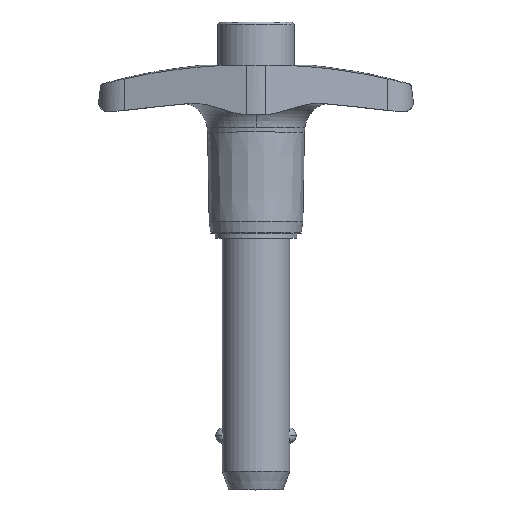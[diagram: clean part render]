
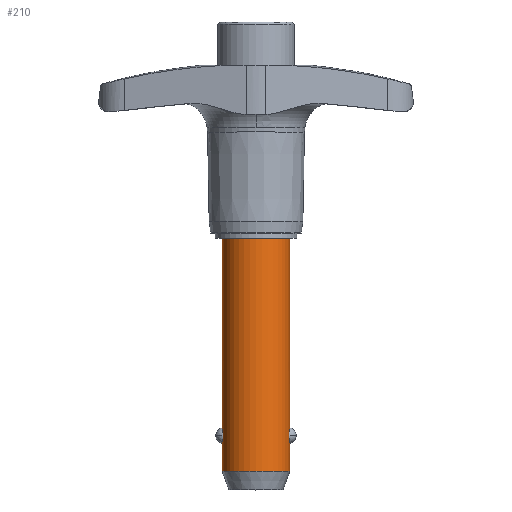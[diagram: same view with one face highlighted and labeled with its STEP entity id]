
A CAD part, top view. The second image highlights one B-rep face of the part: STEP entity #210.
In plain terms, the highlighted cylindrical face has radius 6.35 mm (diameter 12.7 mm), a partial arc.
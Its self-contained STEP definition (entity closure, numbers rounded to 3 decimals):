
#210=ADVANCED_FACE('',(#429),#430,.T.);
#429=FACE_OUTER_BOUND('',#652,.T.);
#430=CYLINDRICAL_SURFACE('',#653,6.35);
#652=EDGE_LOOP('',(#1247,#1248,#1249,#1250,#1251,#1252,#1253,#1254,#1255,#1256));
#653=AXIS2_PLACEMENT_3D('',#1257,#1258,#1259);
#1247=ORIENTED_EDGE('',*,*,#1389,.T.);
#1248=ORIENTED_EDGE('',*,*,#1498,.T.);
#1249=ORIENTED_EDGE('',*,*,#1570,.T.);
#1250=ORIENTED_EDGE('',*,*,#1396,.T.);
#1251=ORIENTED_EDGE('',*,*,#1608,.F.);
#1252=ORIENTED_EDGE('',*,*,#1394,.T.);
#1253=ORIENTED_EDGE('',*,*,#1513,.T.);
#1254=ORIENTED_EDGE('',*,*,#1504,.T.);
#1255=ORIENTED_EDGE('',*,*,#1391,.T.);
#1256=ORIENTED_EDGE('',*,*,#1609,.T.);
#1257=CARTESIAN_POINT('',(0.0,-23.622,0.0));
#1258=DIRECTION('',(-0.0,1.0,0.0));
#1259=DIRECTION('',(1.0,0.0,0.0));
#1389=EDGE_CURVE('',#1676,#1677,#1678,.T.);
#1391=EDGE_CURVE('',#1681,#1679,#1682,.T.);
#1394=EDGE_CURVE('',#1687,#1685,#1688,.T.);
#1396=EDGE_CURVE('',#1691,#1689,#1692,.T.);
#1498=EDGE_CURVE('',#1677,#1860,#1862,.T.);
#1504=EDGE_CURVE('',#1867,#1681,#1869,.T.);
#1513=EDGE_CURVE('',#1685,#1867,#1881,.T.);
#1570=EDGE_CURVE('',#1860,#1691,#1957,.T.);
#1608=EDGE_CURVE('',#1687,#1689,#1998,.T.);
#1609=EDGE_CURVE('',#1679,#1676,#1999,.T.);
#1676=VERTEX_POINT('',#2213);
#1677=VERTEX_POINT('',#2214);
#1678=LINE('',#2215,#2216);
#1679=VERTEX_POINT('',#2217);
#1681=VERTEX_POINT('',#2219);
#1682=LINE('',#2220,#2221);
#1685=VERTEX_POINT('',#2237);
#1687=VERTEX_POINT('',#2252);
#1688=LINE('',#2253,#2254);
#1689=VERTEX_POINT('',#2255);
#1691=VERTEX_POINT('',#2257);
#1692=LINE('',#2258,#2259);
#1860=VERTEX_POINT('',#3103);
#1862=B_SPLINE_CURVE_WITH_KNOTS('',3,(#3105,#3106,#3107,#3108,#3109,#3110,#3111,#3112,#3113,#3114,#3115,#3116,#3117,#3118),.UNSPECIFIED.,.F.,.F.,(4,2,2,2,2,2,4),(2.221,2.596,2.971,3.2,3.429,3.935,4.442),.UNSPECIFIED.);
#1867=VERTEX_POINT('',#3125);
#1869=B_SPLINE_CURVE_WITH_KNOTS('',3,(#3127,#3128,#3129,#3130,#3131,#3132,#3133,#3134,#3135,#3136,#3137,#3138,#3139,#3140),.UNSPECIFIED.,.F.,.F.,(4,2,2,2,2,2,4),(0.0,0.507,1.013,1.242,1.471,1.846,2.221),.UNSPECIFIED.);
#1881=B_SPLINE_CURVE_WITH_KNOTS('',3,(#3176,#3177,#3178,#3179,#3180,#3181,#3182,#3183,#3184,#3185,#3186,#3187,#3188,#3189),.UNSPECIFIED.,.F.,.F.,(4,2,2,2,2,2,4),(6.663,7.038,7.413,7.642,7.871,8.377,8.884),.UNSPECIFIED.);
#1957=B_SPLINE_CURVE_WITH_KNOTS('',3,(#3687,#3688,#3689,#3690,#3691,#3692,#3693,#3694,#3695,#3696,#3697,#3698,#3699,#3700),.UNSPECIFIED.,.F.,.F.,(4,2,2,2,2,2,4),(4.442,4.948,5.455,5.684,5.912,6.288,6.663),.UNSPECIFIED.);
#1998=CIRCLE('',#3888,6.35);
#1999=CIRCLE('',#3889,6.35);
#2213=CARTESIAN_POINT('',(6.35,-43.739,0.0));
#2214=CARTESIAN_POINT('',(6.35,-38.497,0.));
#2215=CARTESIAN_POINT('',(6.35,-23.622,0.));
#2216=VECTOR('',#3948,1.0);
#2217=CARTESIAN_POINT('',(-6.35,-43.739,0.));
#2219=CARTESIAN_POINT('',(-6.35,-38.497,0.));
#2220=CARTESIAN_POINT('',(-6.35,-23.622,0.));
#2221=VECTOR('',#3952,1.0);
#2237=CARTESIAN_POINT('',(-6.35,-35.56,0.));
#2252=CARTESIAN_POINT('',(-6.35,0.0,0.));
#2253=CARTESIAN_POINT('',(-6.35,-23.622,0.));
#2254=VECTOR('',#3953,1.0);
#2255=CARTESIAN_POINT('',(6.35,0.0,0.0));
#2257=CARTESIAN_POINT('',(6.35,-35.56,0.));
#2258=CARTESIAN_POINT('',(6.35,-23.622,0.));
#2259=VECTOR('',#3957,1.0);
#3103=CARTESIAN_POINT('',(6.172,-37.028,1.495));
#3105=CARTESIAN_POINT('',(6.35,-38.497,0.0));
#3106=CARTESIAN_POINT('',(6.35,-38.497,0.125));
#3107=CARTESIAN_POINT('',(6.346,-38.481,0.261));
#3108=CARTESIAN_POINT('',(6.33,-38.412,0.522));
#3109=CARTESIAN_POINT('',(6.318,-38.359,0.648));
#3110=CARTESIAN_POINT('',(6.297,-38.26,0.822));
#3111=CARTESIAN_POINT('',(6.288,-38.213,0.891));
#3112=CARTESIAN_POINT('',(6.268,-38.109,1.019));
#3113=CARTESIAN_POINT('',(6.258,-38.051,1.079));
#3114=CARTESIAN_POINT('',(6.229,-37.869,1.24));
#3115=CARTESIAN_POINT('',(6.208,-37.714,1.336));
#3116=CARTESIAN_POINT('',(6.179,-37.378,1.464));
#3117=CARTESIAN_POINT('',(6.172,-37.197,1.495));
#3118=CARTESIAN_POINT('',(6.172,-37.028,1.495));
#3125=CARTESIAN_POINT('',(-6.172,-37.028,1.495));
#3127=CARTESIAN_POINT('',(-6.172,-37.028,1.495));
#3128=CARTESIAN_POINT('',(-6.172,-37.197,1.495));
#3129=CARTESIAN_POINT('',(-6.179,-37.378,1.464));
#3130=CARTESIAN_POINT('',(-6.208,-37.714,1.336));
#3131=CARTESIAN_POINT('',(-6.229,-37.869,1.24));
#3132=CARTESIAN_POINT('',(-6.258,-38.051,1.079));
#3133=CARTESIAN_POINT('',(-6.268,-38.109,1.019));
#3134=CARTESIAN_POINT('',(-6.288,-38.213,0.891));
#3135=CARTESIAN_POINT('',(-6.297,-38.26,0.822));
#3136=CARTESIAN_POINT('',(-6.318,-38.359,0.648));
#3137=CARTESIAN_POINT('',(-6.33,-38.412,0.522));
#3138=CARTESIAN_POINT('',(-6.346,-38.481,0.261));
#3139=CARTESIAN_POINT('',(-6.35,-38.497,0.125));
#3140=CARTESIAN_POINT('',(-6.35,-38.497,0.));
#3176=CARTESIAN_POINT('',(-6.35,-35.56,0.));
#3177=CARTESIAN_POINT('',(-6.35,-35.56,0.125));
#3178=CARTESIAN_POINT('',(-6.346,-35.576,0.261));
#3179=CARTESIAN_POINT('',(-6.33,-35.645,0.522));
#3180=CARTESIAN_POINT('',(-6.318,-35.698,0.648));
#3181=CARTESIAN_POINT('',(-6.297,-35.797,0.822));
#3182=CARTESIAN_POINT('',(-6.288,-35.843,0.891));
#3183=CARTESIAN_POINT('',(-6.268,-35.948,1.019));
#3184=CARTESIAN_POINT('',(-6.258,-36.006,1.079));
#3185=CARTESIAN_POINT('',(-6.229,-36.188,1.24));
#3186=CARTESIAN_POINT('',(-6.208,-36.343,1.336));
#3187=CARTESIAN_POINT('',(-6.179,-36.679,1.464));
#3188=CARTESIAN_POINT('',(-6.172,-36.86,1.495));
#3189=CARTESIAN_POINT('',(-6.172,-37.028,1.495));
#3687=CARTESIAN_POINT('',(6.172,-37.028,1.495));
#3688=CARTESIAN_POINT('',(6.172,-36.86,1.495));
#3689=CARTESIAN_POINT('',(6.179,-36.679,1.464));
#3690=CARTESIAN_POINT('',(6.208,-36.343,1.336));
#3691=CARTESIAN_POINT('',(6.229,-36.188,1.24));
#3692=CARTESIAN_POINT('',(6.258,-36.006,1.079));
#3693=CARTESIAN_POINT('',(6.268,-35.948,1.019));
#3694=CARTESIAN_POINT('',(6.288,-35.843,0.891));
#3695=CARTESIAN_POINT('',(6.297,-35.797,0.822));
#3696=CARTESIAN_POINT('',(6.318,-35.698,0.648));
#3697=CARTESIAN_POINT('',(6.33,-35.645,0.522));
#3698=CARTESIAN_POINT('',(6.346,-35.576,0.261));
#3699=CARTESIAN_POINT('',(6.35,-35.56,0.125));
#3700=CARTESIAN_POINT('',(6.35,-35.56,0.));
#3888=AXIS2_PLACEMENT_3D('',#4147,#4148,#4149);
#3889=AXIS2_PLACEMENT_3D('',#4150,#4151,#4152);
#3948=DIRECTION('',(0.0,1.0,0.0));
#3952=DIRECTION('',(-0.0,-1.0,-0.0));
#3953=DIRECTION('',(-0.0,-1.0,-0.0));
#3957=DIRECTION('',(0.0,1.0,0.0));
#4147=CARTESIAN_POINT('',(0.0,0.0,0.0));
#4148=DIRECTION('',(-0.0,1.0,0.0));
#4149=DIRECTION('',(1.0,0.0,0.0));
#4150=CARTESIAN_POINT('',(0.0,-43.739,0.0));
#4151=DIRECTION('',(0.,1.0,0.0));
#4152=DIRECTION('',(1.0,0.,0.0));
